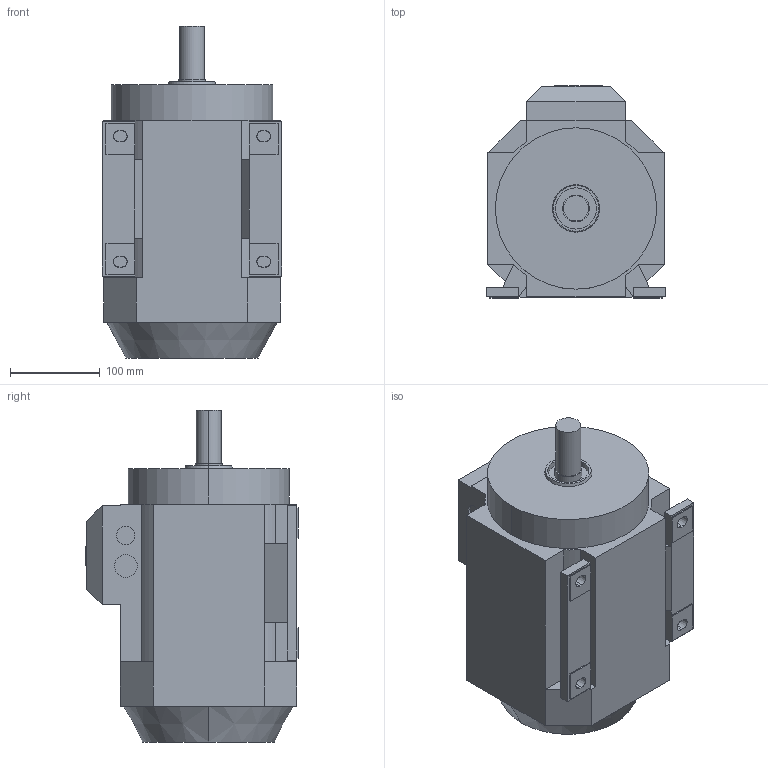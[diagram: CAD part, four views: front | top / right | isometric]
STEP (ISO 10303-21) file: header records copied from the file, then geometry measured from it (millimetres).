
FILE_DESCRIPTION(/* description */ (''),/* implementation_level */ '2;1');
FILE_NAME(/* name */ 'M3AA IE2 100LD B3.stp',/* time_stamp */ '2015-06-29T13:34:26+02:00',/* author */ (''),/* organization */ (''),/* preprocessor_version */ 'ST-DEVELOPER v14',/* originating_system */ 'SIEMENS PLM Software NX 8.0',/* authorisation */ '');
FILE_SCHEMA (('AUTOMOTIVE_DESIGN { 1 0 10303 214 3 1 1 1 }'));
Length unit declared in the file: millimetre
Products named in the file (1): CAD 3D M3AA-M2AA 100LD, IM B3 _E gener.__igs
Bounding box: 200 x 236.75 x 370.5 mm (x, y, z)
Volume: 10122870.5 mm3; surface area: 329741.6 mm2
Topology: 1 solids, 1 shells, 190 faces, 482 edges, 316 vertices
Faces by surface type: plane 146, cylinder 22, cone 12, bspline 10
Entity records: 5814 total; most frequent: CARTESIAN_POINT 1187, ORIENTED_EDGE 964, DIRECTION 892, EDGE_CURVE 482, LINE 394, VECTOR 394, VERTEX_POINT 316, AXIS2_PLACEMENT_3D 249
